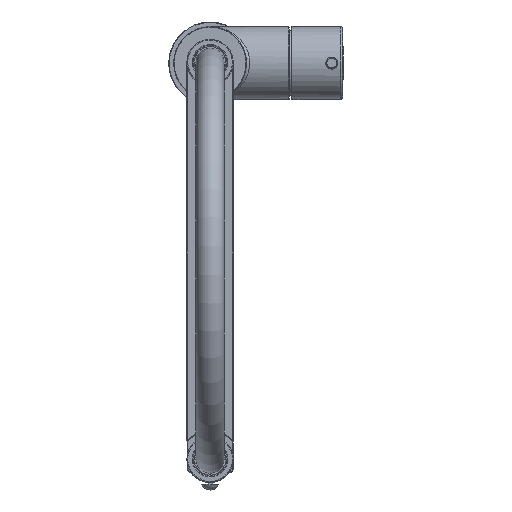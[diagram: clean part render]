
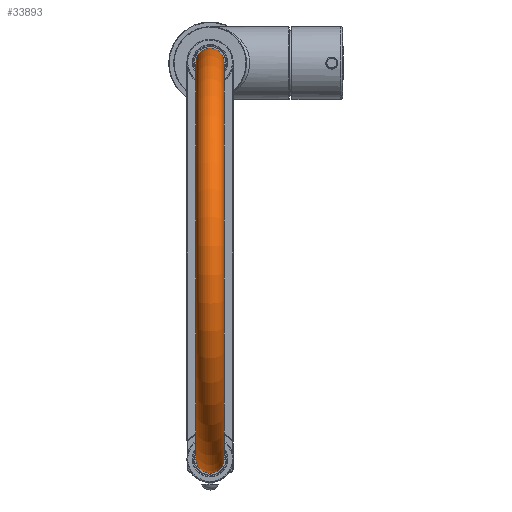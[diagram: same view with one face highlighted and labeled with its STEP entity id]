
A CAD part, top view. The second image highlights one B-rep face of the part: STEP entity #33893.
In plain terms, the highlighted toroidal (fillet/blend) face has major radius 120 mm and minor radius 8.5 mm.
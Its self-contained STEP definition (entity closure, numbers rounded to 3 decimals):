
#3516=TOROIDAL_SURFACE('',#35899,120.,8.5);
#11705=ORIENTED_EDGE('',*,*,#15444,.T.);
#11706=ORIENTED_EDGE('',*,*,#15445,.T.);
#15444=EDGE_CURVE('',#17908,#17908,#18795,.T.);
#15445=EDGE_CURVE('',#17909,#17909,#18796,.T.);
#17908=VERTEX_POINT('',#59511);
#17909=VERTEX_POINT('',#59514);
#18795=CIRCLE('',#35898,8.5);
#18796=CIRCLE('',#35900,8.5);
#20661=EDGE_LOOP('',(#11705));
#20662=EDGE_LOOP('',(#11706));
#22625=FACE_BOUND('',#20661,.T.);
#22626=FACE_BOUND('',#20662,.T.);
#33893=ADVANCED_FACE('',(#22625,#22626),#3516,.T.);
#35898=AXIS2_PLACEMENT_3D('',#59510,#41178,#41179);
#35899=AXIS2_PLACEMENT_3D('',#59512,#41180,#41181);
#35900=AXIS2_PLACEMENT_3D('',#59513,#41182,#41183);
#41178=DIRECTION('',(0.,0.,1.));
#41179=DIRECTION('',(0.,-1.,0.));
#41180=DIRECTION('',(-1.,0.,0.));
#41181=DIRECTION('',(0.,0.,1.));
#41182=DIRECTION('',(0.,0.,1.));
#41183=DIRECTION('',(0.,-1.,0.));
#59510=CARTESIAN_POINT('',(0.,-240.,351.056));
#59511=CARTESIAN_POINT('',(0.,-248.5,351.056));
#59512=CARTESIAN_POINT('',(0.,-120.,351.056));
#59513=CARTESIAN_POINT('',(0.,0.,351.056));
#59514=CARTESIAN_POINT('',(0.,-8.5,351.056));
